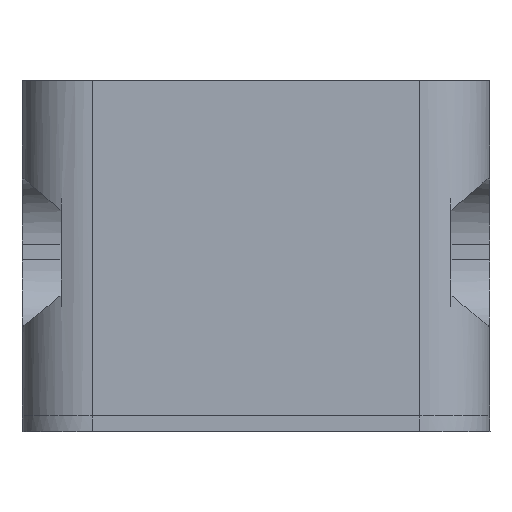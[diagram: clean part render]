
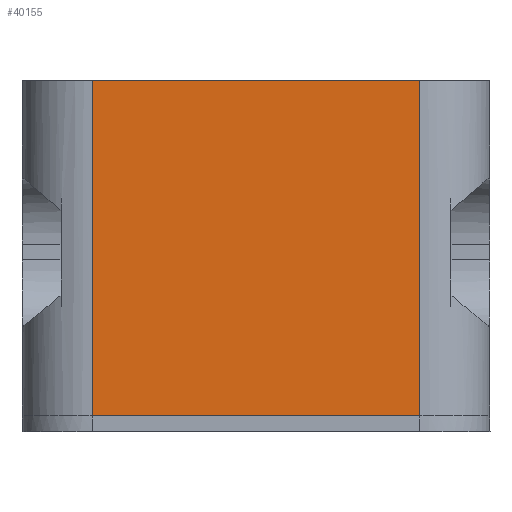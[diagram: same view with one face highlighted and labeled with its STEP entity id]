
A CAD part, front view. The second image highlights one B-rep face of the part: STEP entity #40155.
In plain terms, the highlighted planar face has unit normal (0, -1, -0.009).
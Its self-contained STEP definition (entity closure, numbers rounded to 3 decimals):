
#40147=AXIS2_PLACEMENT_3D('Plane Axis2P3D',#40144,#40145,#40146) ;
#28695=CARTESIAN_POINT('Vertex',(25.5,0.,1.)) ;
#28715=CARTESIAN_POINT('Line Origine',(15.,0.,1.)) ;
#28719=CARTESIAN_POINT('Vertex',(4.5,0.,1.)) ;
#32875=CARTESIAN_POINT('Vertex',(4.5,-0.188,22.5)) ;
#32878=CARTESIAN_POINT('Line Origine',(15.,-0.188,22.5)) ;
#32882=CARTESIAN_POINT('Vertex',(25.5,-0.188,22.5)) ;
#34812=CARTESIAN_POINT('Line Origine',(4.5,-0.056,7.461)) ;
#37653=CARTESIAN_POINT('Line Origine',(25.5,-0.056,7.461)) ;
#40144=CARTESIAN_POINT('Axis2P3D Location',(15.,0.,1.)) ;
#28716=DIRECTION('Vector Direction',(-1.,0.,0.)) ;
#32879=DIRECTION('Vector Direction',(-1.,0.,0.)) ;
#34813=DIRECTION('Vector Direction',(0.,-0.009,1.)) ;
#37654=DIRECTION('Vector Direction',(0.,-0.009,1.)) ;
#40145=DIRECTION('Axis2P3D Direction',(0.,1.,0.009)) ;
#40146=DIRECTION('Axis2P3D XDirection',(-1.,0.,0.)) ;
#28717=VECTOR('Line Direction',#28716,1.) ;
#32880=VECTOR('Line Direction',#32879,1.) ;
#34814=VECTOR('Line Direction',#34813,1.) ;
#37655=VECTOR('Line Direction',#37654,1.) ;
#40150=ORIENTED_EDGE('',*,*,#37657,.F.) ;
#40151=ORIENTED_EDGE('',*,*,#32884,.F.) ;
#40152=ORIENTED_EDGE('',*,*,#34816,.F.) ;
#40153=ORIENTED_EDGE('',*,*,#28721,.T.) ;
#40155=ADVANCED_FACE('Hauptkoerper',(#40154),#40148,.F.) ;
#28721=EDGE_CURVE('',#28720,#28696,#28718,.F.) ;
#32884=EDGE_CURVE('',#32876,#32883,#32881,.F.) ;
#34816=EDGE_CURVE('',#28720,#32876,#34815,.T.) ;
#37657=EDGE_CURVE('',#32883,#28696,#37656,.F.) ;
#40149=EDGE_LOOP('',(#40150,#40151,#40152,#40153)) ;
#40154=FACE_OUTER_BOUND('',#40149,.T.) ;
#28718=LINE('Line',#28715,#28717) ;
#32881=LINE('Line',#32878,#32880) ;
#34815=LINE('Line',#34812,#34814) ;
#37656=LINE('Line',#37653,#37655) ;
#40148=PLANE('',#40147) ;
#28696=VERTEX_POINT('',#28695) ;
#28720=VERTEX_POINT('',#28719) ;
#32876=VERTEX_POINT('',#32875) ;
#32883=VERTEX_POINT('',#32882) ;
